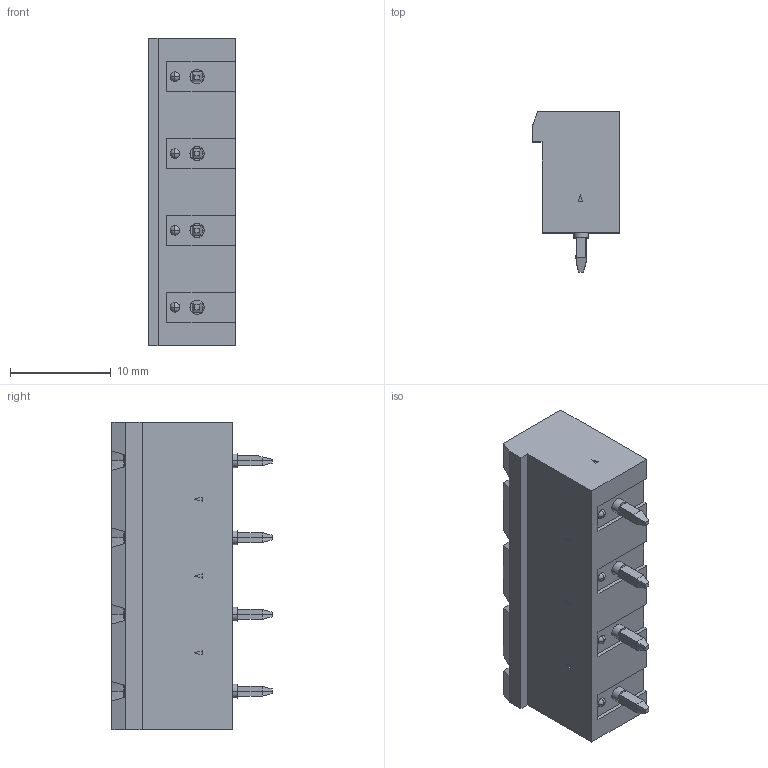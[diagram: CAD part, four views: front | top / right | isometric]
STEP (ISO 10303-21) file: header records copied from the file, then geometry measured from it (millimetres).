
FILE_DESCRIPTION(('SolidDesigner STEP Export'),'1');
FILE_NAME('gmstbva_2.5-4-g-7.62.stp','2000-09-04T11:52:13',(''),(''), 'SolidDesigner STEP processor Version: 7.0(Mar 1999)for AP214(CD)(Solid Model)', 'CoCreate SolidDesigner: 08.01 19-Jun-2000(C) CoCreate Software GmbH','');
FILE_SCHEMA(('AUTOMOTIVE_DESIGN_CC2 {1 2 10303 214 -1 1 5 1}'));
Length unit declared in the file: millimetre
Products named in the file (2): gmstbva_2.5-4-g-7.62
Assembly tree (1 placements, depth 2):
  gmstbva_2.5-4-g-7.62
    gmstbva_2.5-4-g-7.62
Bounding box: 8.6 x 15.9 x 30.48 mm (x, y, z)
Volume: 1566.6 mm3; surface area: 2197.6 mm2
Topology: 1 solids, 1 shells, 426 faces, 965 edges, 567 vertices
Faces by surface type: plane 355, cylinder 47, sphere 16, cone 8
Entity records: 13674 total; most frequent: ORIENTED_EDGE 1930, CARTESIAN_POINT 1748, DIRECTION 1513, EDGE_CURVE 965, VECTOR 641, LINE 641, VERTEX_POINT 567, EDGE_LOOP 452
